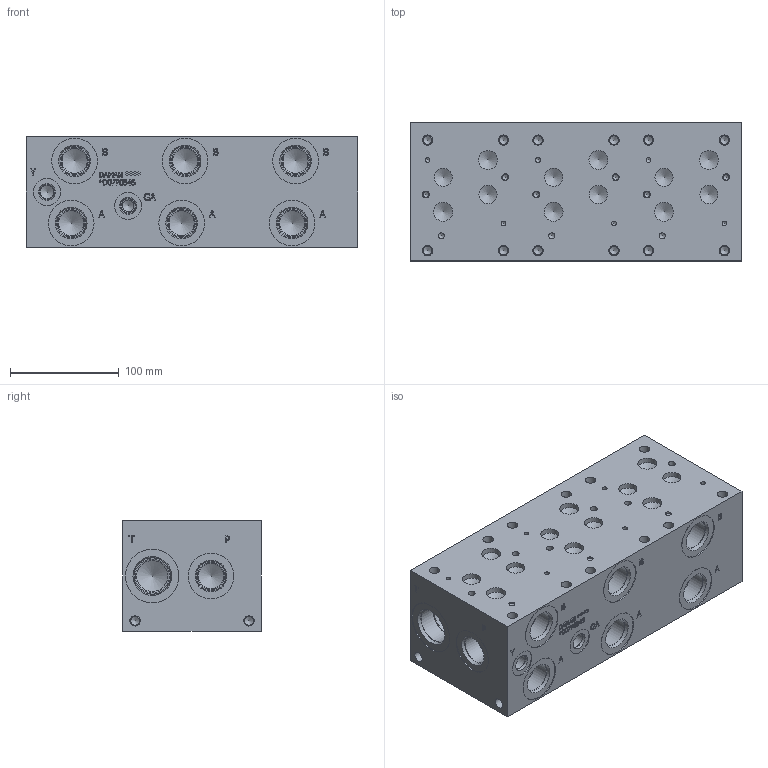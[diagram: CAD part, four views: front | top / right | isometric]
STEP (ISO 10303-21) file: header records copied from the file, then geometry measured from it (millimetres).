
FILE_DESCRIPTION(/* description */ (''),/* implementation_level */ '2;1');
FILE_NAME(/* name */ '_D07P034S.stp',/* time_stamp */ '2022-10-24T16:38:13-04:00',/* author */ ('mikeh'),/* organization */ (''),/* preprocessor_version */ 'ST-DEVELOPER v18',/* originating_system */ 'Autodesk Inventor 2020',/* authorisation */ '');
FILE_SCHEMA (('AUTOMOTIVE_DESIGN { 1 0 10303 214 3 1 1 }'));
Length unit declared in the file: millimetre
Products named in the file (1): Part_AD07P034S_3D
Bounding box: 304.8 x 127 x 101.6 mm (x, y, z)
Volume: 3668438.9 mm3; surface area: 214455.6 mm2
Topology: 1 solids, 1 shells, 787 faces, 2152 edges, 1464 vertices
Faces by surface type: plane 413, bspline 155, cylinder 126, cone 93
Full cylindrical faces by diameter (mm): 4.369 x6, 5.105 x6, 5.563 x3, 6.35 x6, 7.925 x16, 9.525 x16, 10.719 x1, 12.294 x1, 12.9 x2, 14.275 x2, 14.529 x2, 16.662 x6, 17.475 x6, 23.012 x8, 24.917 x8, 25.019 x2, 26.99 x3, 27 x5, 27.432 x8, 28.575 x2, 31.267 x2, 33.34 x1, 33.35 x1, 33.757 x2, 35.509 x1, 42.037 x8, 49.124 x2
Entity records: 26156 total; most frequent: CARTESIAN_POINT 6364, ORIENTED_EDGE 4194, DIRECTION 3524, EDGE_CURVE 2097, VERTEX_POINT 1464, LINE 1316, VECTOR 1316, AXIS2_PLACEMENT_3D 1104
